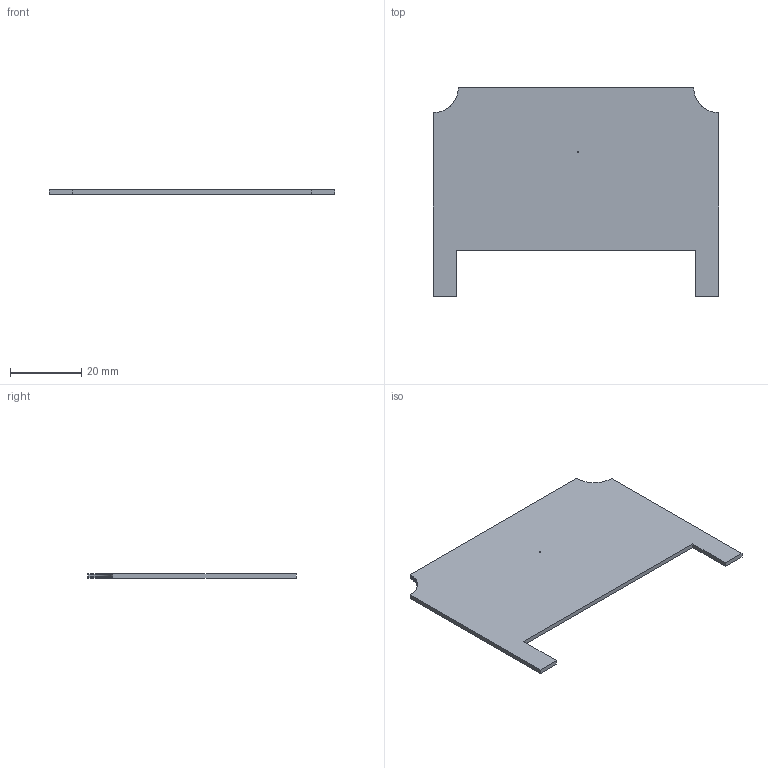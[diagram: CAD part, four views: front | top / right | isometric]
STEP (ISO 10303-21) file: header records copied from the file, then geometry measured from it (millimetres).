
FILE_DESCRIPTION(('PCB Model'),'2;1');
FILE_NAME('margoulineur2000RevB_v3.STEP','2018-04-16T03:35:21',('guigur'),( 'Unspecified'),'Open CASCADE STEP processor 6.8','Proteus','Unknown' );
FILE_SCHEMA(('AUTOMOTIVE_DESIGN { 1 0 10303 214 1 1 1 1 }'));
Length unit declared in the file: millimetre
Products named in the file (2): Open CASCADE STEP translator 6.8 5; Layer_1
Assembly tree (1 placements, depth 2):
  Open CASCADE STEP translator 6.8 5
    Layer_1
Bounding box: 80 x 58.5 x 1.25 mm (x, y, z)
Volume: 4664.4 mm3; surface area: 7835.8 mm2
Topology: 1 solids, 1 shells, 76 faces, 222 edges, 148 vertices
Faces by surface type: plane 74, cylinder 2
Entity records: 2524 total; most frequent: CARTESIAN_POINT 449, ORIENTED_EDGE 444, DIRECTION 381, EDGE_CURVE 222, LINE 217, VECTOR 217, VERTEX_POINT 148, AXIS2_PLACEMENT_3D 82
